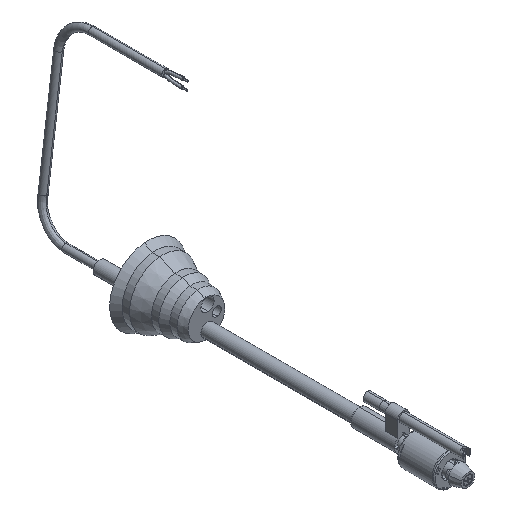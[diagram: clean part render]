
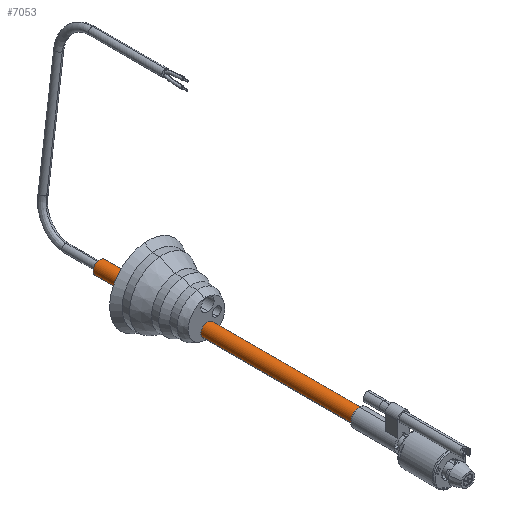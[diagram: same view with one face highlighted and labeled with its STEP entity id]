
A CAD part, isometric view. The second image highlights one B-rep face of the part: STEP entity #7053.
In plain terms, the highlighted cylindrical face has radius 4.5 mm (diameter 9 mm), a partial arc.
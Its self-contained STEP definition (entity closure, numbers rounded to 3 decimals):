
#23 = CARTESIAN_POINT ( 'NONE',  ( 0., 0., 0.5 ) ) ;
#36 = DIRECTION ( 'NONE',  ( -1., 0., 0. ) ) ;
#42 = EDGE_LOOP ( 'NONE', ( #2262, #946, #4318, #4721 ) ) ;
#91 = DIRECTION ( 'NONE',  ( 0., 0., -1. ) ) ;
#262 = DIRECTION ( 'NONE',  ( 0., 0., -1. ) ) ;
#446 = LINE ( 'NONE', #7560, #710 ) ;
#710 = VECTOR ( 'NONE', #2245, 1000. ) ;
#946 = ORIENTED_EDGE ( 'NONE', *, *, #4095, .T. ) ;
#1084 = VERTEX_POINT ( 'NONE', #8688 ) ;
#1224 = AXIS2_PLACEMENT_3D ( 'NONE', #23, #5333, #3491 ) ;
#1661 = AXIS2_PLACEMENT_3D ( 'NONE', #2582, #91, #36 ) ;
#2245 = DIRECTION ( 'NONE',  ( 0., 0., -1. ) ) ;
#2262 = ORIENTED_EDGE ( 'NONE', *, *, #3638, .T. ) ;
#2314 = VECTOR ( 'NONE', #5239, 1000. ) ;
#2582 = CARTESIAN_POINT ( 'NONE',  ( 0., 0., 200. ) ) ;
#2596 = LINE ( 'NONE', #9582, #2314 ) ;
#3049 = CIRCLE ( 'NONE', #11103, 4.5 ) ;
#3491 = DIRECTION ( 'NONE',  ( 1., 0., 0. ) ) ;
#3638 = EDGE_CURVE ( 'NONE', #1084, #9854, #3049, .T. ) ;
#4032 = EDGE_CURVE ( 'NONE', #4780, #5579, #8896, .T. ) ;
#4095 = EDGE_CURVE ( 'NONE', #9854, #4780, #2596, .T. ) ;
#4318 = ORIENTED_EDGE ( 'NONE', *, *, #4032, .T. ) ;
#4383 = EDGE_CURVE ( 'NONE', #1084, #5579, #446, .T. ) ;
#4534 = CARTESIAN_POINT ( 'NONE',  ( 4.5, 0., 199.5 ) ) ;
#4721 = ORIENTED_EDGE ( 'NONE', *, *, #4383, .F. ) ;
#4780 = VERTEX_POINT ( 'NONE', #11171 ) ;
#5239 = DIRECTION ( 'NONE',  ( 0., 0., -1. ) ) ;
#5293 = CARTESIAN_POINT ( 'NONE',  ( -4.5, 0., 0.5 ) ) ;
#5333 = DIRECTION ( 'NONE',  ( 0., 0., 1. ) ) ;
#5579 = VERTEX_POINT ( 'NONE', #5293 ) ;
#6085 = CYLINDRICAL_SURFACE ( 'NONE', #1661, 4.5 ) ;
#6944 = FACE_OUTER_BOUND ( 'NONE', #42, .T. ) ;
#7053 = ADVANCED_FACE ( 'NONE', ( #6944 ), #6085, .T. ) ;
#7560 = CARTESIAN_POINT ( 'NONE',  ( -4.5, 0., 200. ) ) ;
#8022 = CARTESIAN_POINT ( 'NONE',  ( 0., 0., 199.5 ) ) ;
#8128 = DIRECTION ( 'NONE',  ( 1., 0., 0. ) ) ;
#8688 = CARTESIAN_POINT ( 'NONE',  ( -4.5, 0., 199.5 ) ) ;
#8896 = CIRCLE ( 'NONE', #1224, 4.5 ) ;
#9582 = CARTESIAN_POINT ( 'NONE',  ( 4.5, 0., 200. ) ) ;
#9854 = VERTEX_POINT ( 'NONE', #4534 ) ;
#11103 = AXIS2_PLACEMENT_3D ( 'NONE', #8022, #262, #8128 ) ;
#11171 = CARTESIAN_POINT ( 'NONE',  ( 4.5, 0., 0.5 ) ) ;
